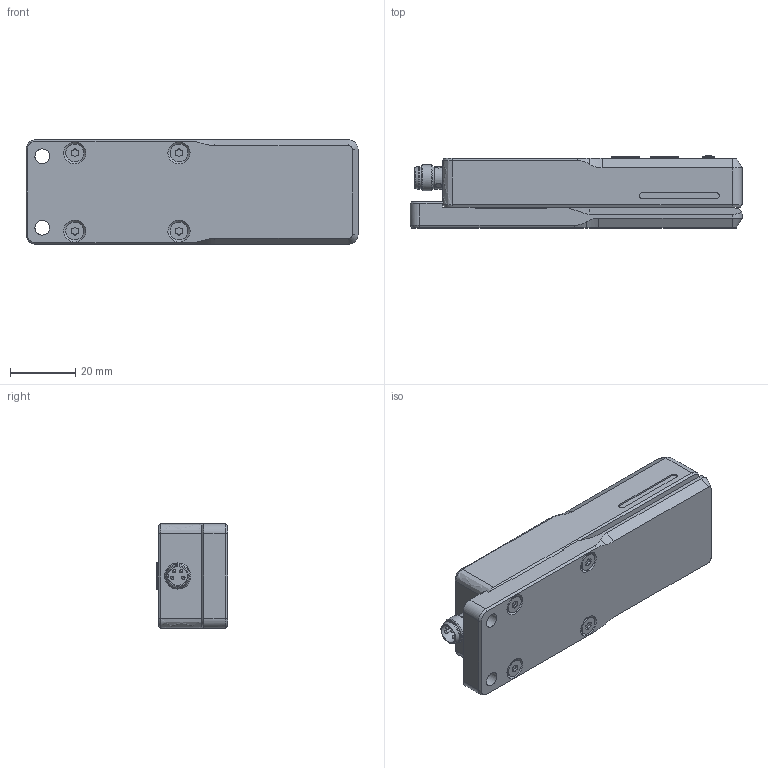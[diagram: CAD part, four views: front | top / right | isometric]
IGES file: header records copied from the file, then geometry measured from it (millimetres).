
Global section: file name: KGUTI-50-0.4-G3-T4; native system: Autodesk Inventor 2022; preprocessor: unknown; author: S. Sandt; organization: di-soric GmbH & Co. KG; date: 20230316.131612; units: millimetre
Bounding box: 102 x 22.1 x 32 mm (x, y, z)
Volume: 63296.7 mm3; surface area: 17774.1 mm2
Topology: 8 solids, 10 shells, 637 faces, 1602 edges, 1021 vertices
Faces by surface type: bspline 637
